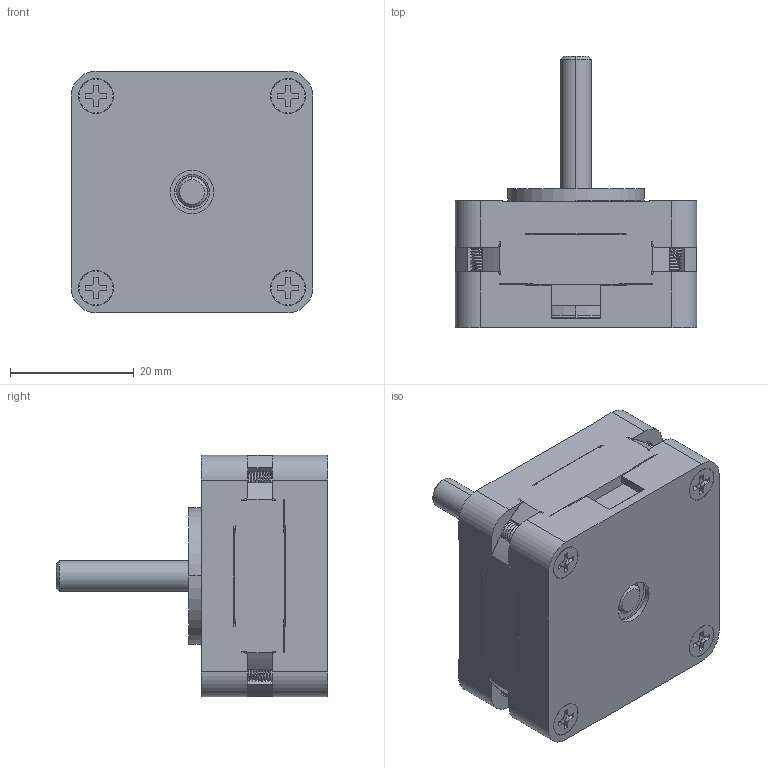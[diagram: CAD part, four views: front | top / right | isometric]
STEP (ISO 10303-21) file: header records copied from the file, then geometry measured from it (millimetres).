
FILE_DESCRIPTION((''),'2;1');
FILE_NAME('3_1_01_039_0098_SW0001','2020-12-10T13:35:59',('zhangjq'),(''),'CREO PARAMETRIC BY PTC INC, 2017110','CREO PARAMETRIC BY PTC INC, 2017110','');
FILE_SCHEMA(('CONFIG_CONTROL_DESIGN'));
Products named in the file (1): 3_1_01_039_0098_SW0001
Bounding box: 39 x 43.85 x 39 mm (x, y, z)
Volume: 21722.2 mm3; surface area: 25609.5 mm2
Topology: 1 solids, 6 shells, 3110 faces, 9064 edges, 6012 vertices
Faces by surface type: plane 1929, cylinder 1037, bspline 64, cone 44, torus 36
Entity records: 129870 total; most frequent: CARTESIAN_POINT 46680, ORIENTED_EDGE 18128, DIRECTION 16674, EDGE_CURVE 9064, VECTOR 6406, LINE 6406, VERTEX_POINT 6012, AXIS2_PLACEMENT_3D 5134
